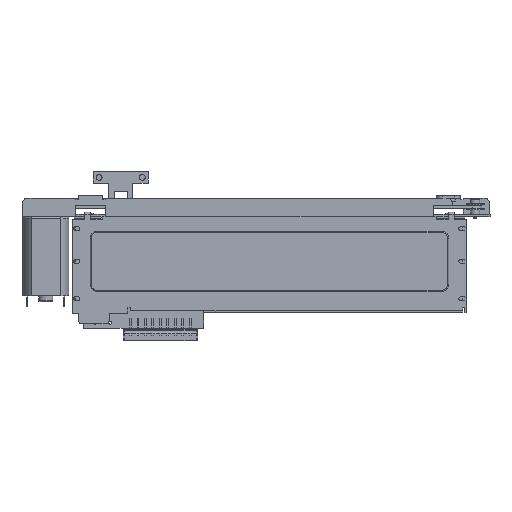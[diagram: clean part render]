
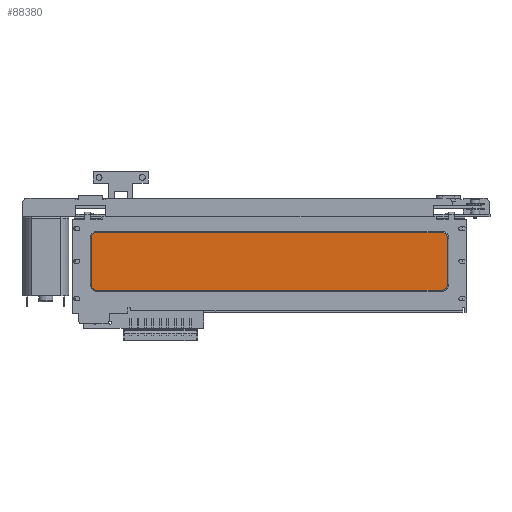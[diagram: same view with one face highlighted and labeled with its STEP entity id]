
A CAD part, front view. The second image highlights one B-rep face of the part: STEP entity #88380.
In plain terms, the highlighted planar face has unit normal (0, -1, 0).
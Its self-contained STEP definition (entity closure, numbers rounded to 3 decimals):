
#88305=CARTESIAN_POINT('',(75.,-6.3,-17.6));
#88306=DIRECTION('',(0.0,-1.0,0.0));
#88307=DIRECTION('',(1.0,0.0,0.0));
#88308=AXIS2_PLACEMENT_3D('',#88305,#88306,#88307);
#88309=PLANE('',#88308);
#88310=CARTESIAN_POINT('',(17.1,-6.3,-7.9));
#88311=VERTEX_POINT('',#88310);
#88312=CARTESIAN_POINT('',(132.9,-6.3,-7.9));
#88313=VERTEX_POINT('',#88312);
#88314=CARTESIAN_POINT('',(17.1,-6.3,-7.9));
#88315=DIRECTION('',(1.0,0.0,0.0));
#88316=VECTOR('',#88315,115.8);
#88317=LINE('',#88314,#88316);
#88318=EDGE_CURVE('',#88311,#88313,#88317,.T.);
#88319=ORIENTED_EDGE('',*,*,#88318,.F.);
#88320=CARTESIAN_POINT('',(15.2,-6.3,-9.8));
#88321=VERTEX_POINT('',#88320);
#88322=CARTESIAN_POINT('',(17.1,-6.3,-9.8));
#88323=DIRECTION('',(0.,1.0,0.));
#88324=DIRECTION('',(-0.707,0.,0.707));
#88325=AXIS2_PLACEMENT_3D('',#88322,#88323,#88324);
#88326=CIRCLE('',#88325,1.9);
#88327=EDGE_CURVE('',#88321,#88311,#88326,.T.);
#88328=ORIENTED_EDGE('',*,*,#88327,.F.);
#88329=CARTESIAN_POINT('',(15.2,-6.3,-25.4));
#88330=VERTEX_POINT('',#88329);
#88331=CARTESIAN_POINT('',(15.2,-6.3,-25.4));
#88332=DIRECTION('',(0.0,0.0,1.0));
#88333=VECTOR('',#88332,15.6);
#88334=LINE('',#88331,#88333);
#88335=EDGE_CURVE('',#88330,#88321,#88334,.T.);
#88336=ORIENTED_EDGE('',*,*,#88335,.F.);
#88337=CARTESIAN_POINT('',(17.1,-6.3,-27.3));
#88338=VERTEX_POINT('',#88337);
#88339=CARTESIAN_POINT('',(17.1,-6.3,-25.4));
#88340=DIRECTION('',(0.,1.0,0.));
#88341=DIRECTION('',(-0.707,0.,-0.707));
#88342=AXIS2_PLACEMENT_3D('',#88339,#88340,#88341);
#88343=CIRCLE('',#88342,1.9);
#88344=EDGE_CURVE('',#88338,#88330,#88343,.T.);
#88345=ORIENTED_EDGE('',*,*,#88344,.F.);
#88346=CARTESIAN_POINT('',(132.9,-6.3,-27.3));
#88347=VERTEX_POINT('',#88346);
#88348=CARTESIAN_POINT('',(132.9,-6.3,-27.3));
#88349=DIRECTION('',(-1.0,0.0,0.0));
#88350=VECTOR('',#88349,115.8);
#88351=LINE('',#88348,#88350);
#88352=EDGE_CURVE('',#88347,#88338,#88351,.T.);
#88353=ORIENTED_EDGE('',*,*,#88352,.F.);
#88354=CARTESIAN_POINT('',(134.8,-6.3,-25.4));
#88355=VERTEX_POINT('',#88354);
#88356=CARTESIAN_POINT('',(132.9,-6.3,-25.4));
#88357=DIRECTION('',(0.,1.0,0.));
#88358=DIRECTION('',(0.707,0.,-0.707));
#88359=AXIS2_PLACEMENT_3D('',#88356,#88357,#88358);
#88360=CIRCLE('',#88359,1.9);
#88361=EDGE_CURVE('',#88355,#88347,#88360,.T.);
#88362=ORIENTED_EDGE('',*,*,#88361,.F.);
#88363=CARTESIAN_POINT('',(134.8,-6.3,-9.8));
#88364=VERTEX_POINT('',#88363);
#88365=CARTESIAN_POINT('',(134.8,-6.3,-9.8));
#88366=DIRECTION('',(0.0,0.0,-1.0));
#88367=VECTOR('',#88366,15.6);
#88368=LINE('',#88365,#88367);
#88369=EDGE_CURVE('',#88364,#88355,#88368,.T.);
#88370=ORIENTED_EDGE('',*,*,#88369,.F.);
#88371=CARTESIAN_POINT('',(132.9,-6.3,-9.8));
#88372=DIRECTION('',(0.,1.,0.));
#88373=DIRECTION('',(0.707,0.,0.707));
#88374=AXIS2_PLACEMENT_3D('',#88371,#88372,#88373);
#88375=CIRCLE('',#88374,1.9);
#88376=EDGE_CURVE('',#88313,#88364,#88375,.T.);
#88377=ORIENTED_EDGE('',*,*,#88376,.F.);
#88378=EDGE_LOOP('',(#88319,#88328,#88336,#88345,#88353,#88362,#88370,#88377));
#88379=FACE_OUTER_BOUND('',#88378,.T.);
#88380=ADVANCED_FACE('',(#88379),#88309,.T.);
